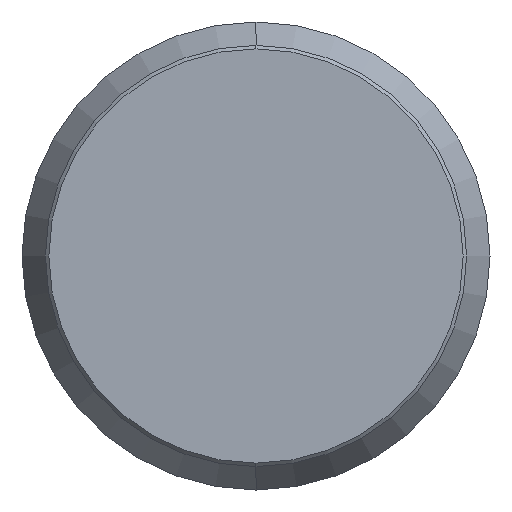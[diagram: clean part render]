
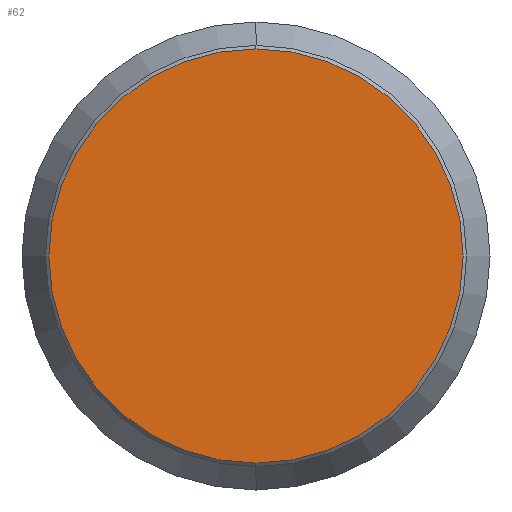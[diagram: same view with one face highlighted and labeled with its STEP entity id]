
A CAD part, left-side view. The second image highlights one B-rep face of the part: STEP entity #62.
In plain terms, the highlighted planar face has unit normal (-1, 0, 0).
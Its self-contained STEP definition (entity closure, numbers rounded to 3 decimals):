
#5 = DIRECTION ( 'NONE',  ( 0., 0., -1. ) ) ;
#16 = CARTESIAN_POINT ( 'NONE',  ( 0., 0., -17.7 ) ) ;
#26 = FACE_OUTER_BOUND ( 'NONE', #248, .T. ) ;
#62 = ADVANCED_FACE ( 'NONE', ( #26 ), #473, .F. ) ;
#97 = CARTESIAN_POINT ( 'NONE',  ( 0., 0., 0. ) ) ;
#101 = ORIENTED_EDGE ( 'NONE', *, *, #489, .T. ) ;
#107 = CIRCLE ( 'NONE', #230, 17.7 ) ;
#125 = AXIS2_PLACEMENT_3D ( 'NONE', #369, #455, #292 ) ;
#162 = DIRECTION ( 'NONE',  ( -1., 0., 0. ) ) ;
#167 = DIRECTION ( 'NONE',  ( 1., 0., 0. ) ) ;
#191 = VERTEX_POINT ( 'NONE', #478 ) ;
#196 = CARTESIAN_POINT ( 'NONE',  ( 0., 0., 0. ) ) ;
#197 = VERTEX_POINT ( 'NONE', #16 ) ;
#219 = CIRCLE ( 'NONE', #125, 17.7 ) ;
#230 = AXIS2_PLACEMENT_3D ( 'NONE', #196, #162, #343 ) ;
#248 = EDGE_LOOP ( 'NONE', ( #101, #283 ) ) ;
#283 = ORIENTED_EDGE ( 'NONE', *, *, #327, .T. ) ;
#292 = DIRECTION ( 'NONE',  ( 0., 0., 1. ) ) ;
#327 = EDGE_CURVE ( 'NONE', #191, #197, #219, .T. ) ;
#343 = DIRECTION ( 'NONE',  ( 0., 0., 1. ) ) ;
#363 = AXIS2_PLACEMENT_3D ( 'NONE', #97, #167, #5 ) ;
#369 = CARTESIAN_POINT ( 'NONE',  ( 0., 0., 0. ) ) ;
#455 = DIRECTION ( 'NONE',  ( -1., 0., 0. ) ) ;
#473 = PLANE ( 'NONE',  #363 ) ;
#478 = CARTESIAN_POINT ( 'NONE',  ( 0., 0., 17.7 ) ) ;
#489 = EDGE_CURVE ( 'NONE', #197, #191, #107, .T. ) ;
